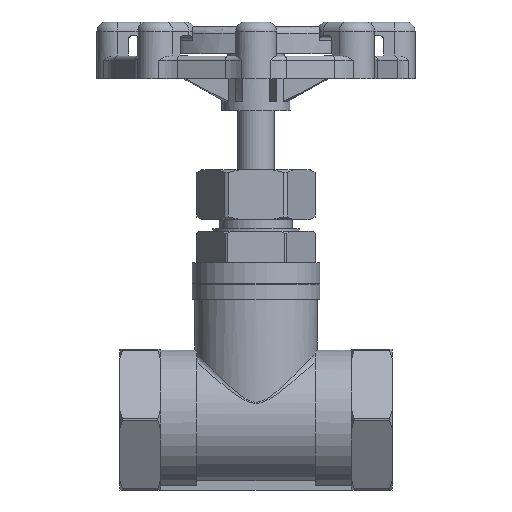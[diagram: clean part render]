
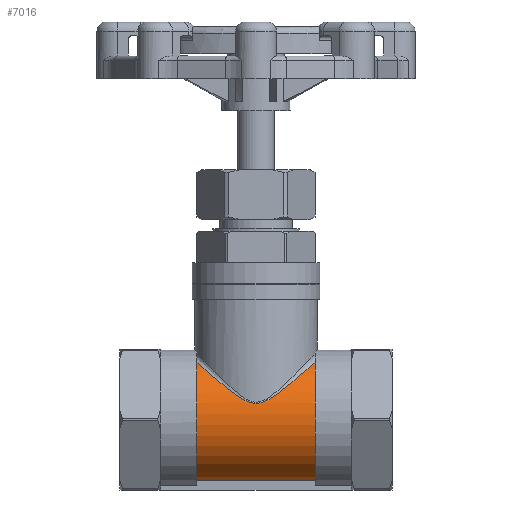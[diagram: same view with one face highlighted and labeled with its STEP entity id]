
A CAD part, left-side view. The second image highlights one B-rep face of the part: STEP entity #7016.
In plain terms, the highlighted cylindrical face has radius 14 mm (diameter 28 mm), a partial arc.
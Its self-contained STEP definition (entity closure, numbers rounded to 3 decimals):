
#288=B_SPLINE_CURVE_WITH_KNOTS('',3,(#13982,#13983,#13984,#13985,#13986,
#13987,#13988,#13989,#13990,#13991,#13992,#13993,#13994,#13995,#13996),
 .UNSPECIFIED.,.F.,.F.,(4,1,1,1,1,1,1,1,1,1,1,1,4),(0.,
0.005,0.009,0.011,0.014,
0.016,0.018,0.021,0.023,
0.025,0.028,0.032,0.037),
 .UNSPECIFIED.);
#715=LINE('',#14000,#1095);
#1095=VECTOR('',#10868,1000.);
#3026=ORIENTED_EDGE('',*,*,#4417,.F.);
#3027=ORIENTED_EDGE('',*,*,#4418,.T.);
#3028=ORIENTED_EDGE('',*,*,#4419,.T.);
#3029=ORIENTED_EDGE('',*,*,#4420,.F.);
#4417=EDGE_CURVE('',#5167,#5168,#5666,.F.);
#4418=EDGE_CURVE('',#5167,#5169,#288,.T.);
#4419=EDGE_CURVE('',#5169,#5170,#5667,.F.);
#4420=EDGE_CURVE('',#5168,#5170,#715,.T.);
#5167=VERTEX_POINT('',#13980);
#5168=VERTEX_POINT('',#13981);
#5169=VERTEX_POINT('',#13997);
#5170=VERTEX_POINT('',#13999);
#5666=CIRCLE('',#8946,14.);
#5667=CIRCLE('',#8947,14.);
#6039=EDGE_LOOP('',(#3026,#3027,#3028,#3029));
#6482=FACE_BOUND('',#6039,.T.);
#6684=CYLINDRICAL_SURFACE('',#8945,14.);
#7016=ADVANCED_FACE('',(#6482),#6684,.T.);
#8945=AXIS2_PLACEMENT_3D('',#13978,#10862,#10863);
#8946=AXIS2_PLACEMENT_3D('',#13979,#10864,#10865);
#8947=AXIS2_PLACEMENT_3D('',#13998,#10866,#10867);
#10862=DIRECTION('',(0.,1.,0.));
#10863=DIRECTION('',(0.,0.,1.));
#10864=DIRECTION('',(0.,1.,0.));
#10865=DIRECTION('',(0.,0.,1.));
#10866=DIRECTION('',(0.,1.,0.));
#10867=DIRECTION('',(0.,0.,1.));
#10868=DIRECTION('',(0.,1.,0.));
#13978=CARTESIAN_POINT('',(0.,-30.,0.));
#13979=CARTESIAN_POINT('',(0.,-13.,0.));
#13980=CARTESIAN_POINT('',(-5.994,-13.,12.652));
#13981=CARTESIAN_POINT('',(-3.708,-13.,-13.5));
#13982=CARTESIAN_POINT('',(-5.994,-13.,12.652));
#13983=CARTESIAN_POINT('',(-7.259,-12.33,12.052));
#13984=CARTESIAN_POINT('',(-9.409,-10.677,10.58));
#13985=CARTESIAN_POINT('',(-11.305,-8.141,8.381));
#13986=CARTESIAN_POINT('',(-12.395,-5.924,6.569));
#13987=CARTESIAN_POINT('',(-13.013,-4.131,5.229));
#13988=CARTESIAN_POINT('',(-13.423,-2.216,4.02));
#13989=CARTESIAN_POINT('',(-13.594,0.079,3.348));
#13990=CARTESIAN_POINT('',(-13.401,2.36,4.099));
#13991=CARTESIAN_POINT('',(-12.983,4.229,5.299));
#13992=CARTESIAN_POINT('',(-12.366,5.992,6.623));
#13993=CARTESIAN_POINT('',(-11.271,8.193,8.425));
#13994=CARTESIAN_POINT('',(-9.4,10.683,10.585));
#13995=CARTESIAN_POINT('',(-7.248,12.336,12.058));
#13996=CARTESIAN_POINT('',(-5.994,13.,12.652));
#13997=CARTESIAN_POINT('',(-5.994,13.,12.652));
#13998=CARTESIAN_POINT('',(0.,13.,0.));
#13999=CARTESIAN_POINT('',(-3.708,13.,-13.5));
#14000=CARTESIAN_POINT('',(-3.708,-30.,-13.5));
